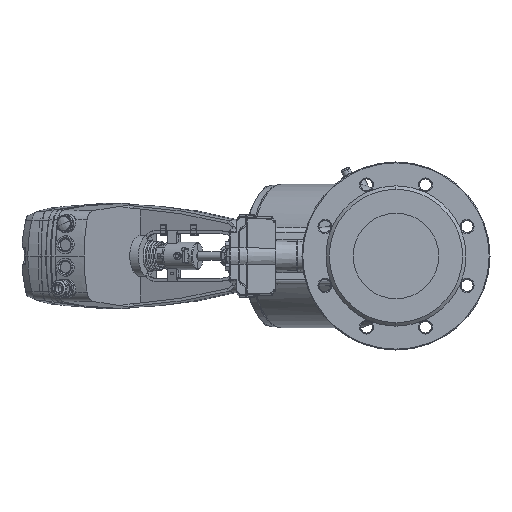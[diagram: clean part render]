
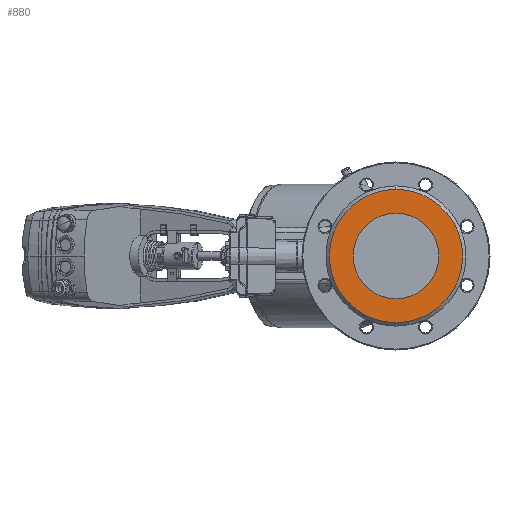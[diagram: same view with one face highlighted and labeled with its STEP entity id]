
A CAD part, left-side view. The second image highlights one B-rep face of the part: STEP entity #880.
In plain terms, the highlighted planar face has unit normal (-1, 0, 0).
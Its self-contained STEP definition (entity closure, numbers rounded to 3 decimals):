
#880 = ADVANCED_FACE ( 'NONE', ( #15069, #52329 ), #35183, .F. ) ;
#3171 = EDGE_LOOP ( 'NONE', ( #7602, #32488 ) ) ;
#3581 = DIRECTION ( 'NONE',  ( 0., 0., -1. ) ) ;
#5719 = EDGE_CURVE ( 'NONE', #54857, #11543, #90258, .T. ) ;
#7602 = ORIENTED_EDGE ( 'NONE', *, *, #32358, .F. ) ;
#7633 = AXIS2_PLACEMENT_3D ( 'NONE', #21102, #107196, #30904 ) ;
#8615 = EDGE_CURVE ( 'NONE', #31012, #66323, #47464, .T. ) ;
#11543 = VERTEX_POINT ( 'NONE', #81015 ) ;
#11939 = AXIS2_PLACEMENT_3D ( 'NONE', #44347, #89584, #80398 ) ;
#13616 = EDGE_LOOP ( 'NONE', ( #92818, #14308 ) ) ;
#14308 = ORIENTED_EDGE ( 'NONE', *, *, #8615, .F. ) ;
#15069 = FACE_BOUND ( 'NONE', #13616, .T. ) ;
#21102 = CARTESIAN_POINT ( 'NONE',  ( -192.05, 0., 0. ) ) ;
#27114 = CARTESIAN_POINT ( 'NONE',  ( -192.05, -50., 0. ) ) ;
#30904 = DIRECTION ( 'NONE',  ( 0., -1., 0. ) ) ;
#31012 = VERTEX_POINT ( 'NONE', #60904 ) ;
#32358 = EDGE_CURVE ( 'NONE', #11543, #54857, #36405, .T. ) ;
#32488 = ORIENTED_EDGE ( 'NONE', *, *, #5719, .F. ) ;
#35183 = PLANE ( 'NONE',  #11939 ) ;
#36405 = CIRCLE ( 'NONE', #50104, 78. ) ;
#44347 = CARTESIAN_POINT ( 'NONE',  ( -192.05, 53.25, 0. ) ) ;
#45456 = AXIS2_PLACEMENT_3D ( 'NONE', #50783, #100028, #90895 ) ;
#47464 = CIRCLE ( 'NONE', #45456, 50. ) ;
#47538 = CARTESIAN_POINT ( 'NONE',  ( -192.05, 0., 0. ) ) ;
#50104 = AXIS2_PLACEMENT_3D ( 'NONE', #65911, #103698, #57317 ) ;
#50783 = CARTESIAN_POINT ( 'NONE',  ( -192.05, 0., 0. ) ) ;
#52329 = FACE_OUTER_BOUND ( 'NONE', #3171, .T. ) ;
#54857 = VERTEX_POINT ( 'NONE', #95796 ) ;
#57317 = DIRECTION ( 'NONE',  ( 0., 0., -1. ) ) ;
#60904 = CARTESIAN_POINT ( 'NONE',  ( -192.05, 50., 0. ) ) ;
#65911 = CARTESIAN_POINT ( 'NONE',  ( -192.05, 0., 0. ) ) ;
#66323 = VERTEX_POINT ( 'NONE', #27114 ) ;
#68704 = EDGE_CURVE ( 'NONE', #66323, #31012, #75874, .T. ) ;
#75874 = CIRCLE ( 'NONE', #7633, 50. ) ;
#80398 = DIRECTION ( 'NONE',  ( 0., 0., -1. ) ) ;
#81015 = CARTESIAN_POINT ( 'NONE',  ( -192.05, 0., -78. ) ) ;
#89584 = DIRECTION ( 'NONE',  ( 1., 0., 0. ) ) ;
#90258 = CIRCLE ( 'NONE', #111674, 78. ) ;
#90895 = DIRECTION ( 'NONE',  ( 0., -1., 0. ) ) ;
#92818 = ORIENTED_EDGE ( 'NONE', *, *, #68704, .F. ) ;
#95796 = CARTESIAN_POINT ( 'NONE',  ( -192.05, 0., 78. ) ) ;
#100028 = DIRECTION ( 'NONE',  ( -1., 0., 0. ) ) ;
#103698 = DIRECTION ( 'NONE',  ( 1., 0., 0. ) ) ;
#107196 = DIRECTION ( 'NONE',  ( -1., 0., 0. ) ) ;
#107926 = DIRECTION ( 'NONE',  ( 1., 0., 0. ) ) ;
#111674 = AXIS2_PLACEMENT_3D ( 'NONE', #47538, #107926, #3581 ) ;
